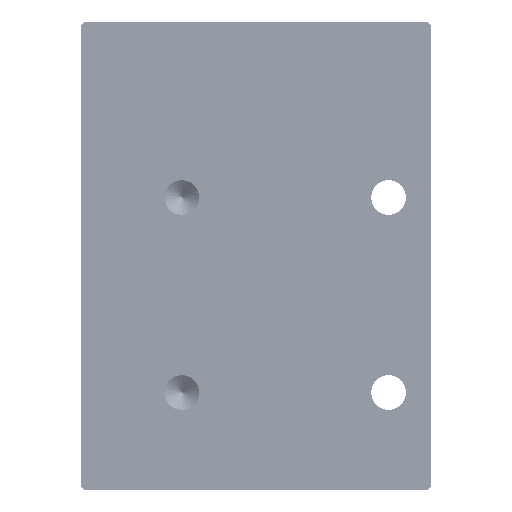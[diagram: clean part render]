
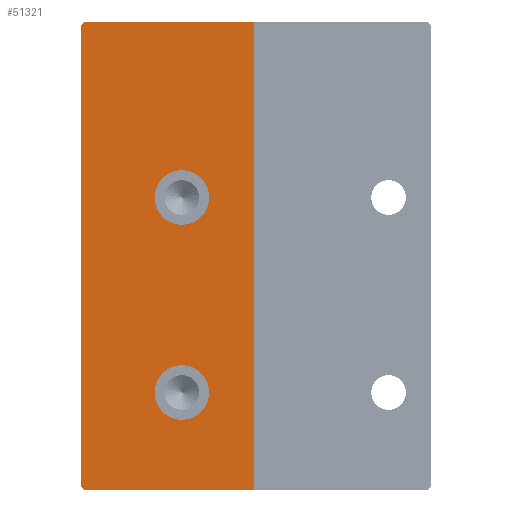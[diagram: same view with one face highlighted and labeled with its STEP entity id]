
A CAD part, left-side view. The second image highlights one B-rep face of the part: STEP entity #51321.
In plain terms, the highlighted planar face has unit normal (-1, 0, 0).
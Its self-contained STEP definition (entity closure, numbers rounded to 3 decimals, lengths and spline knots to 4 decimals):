
#1243 = ORIENTED_EDGE ( 'NONE', *, *, #162406, .F. ) ;
#4747 = VERTEX_POINT ( 'NONE', #7967 ) ;
#7020 = EDGE_CURVE ( 'NONE', #124181, #65388, #42852, .T. ) ;
#7967 = CARTESIAN_POINT ( 'NONE',  ( -4.5226, 1.156, 0.7819 ) ) ;
#10839 = DIRECTION ( 'NONE',  ( 0., 0., 1. ) ) ;
#11185 = VECTOR ( 'NONE', #105841, 39.3701 ) ;
#11230 = CARTESIAN_POINT ( 'NONE',  ( -4.5226, 0.896, 0.3419 ) ) ;
#14285 = VECTOR ( 'NONE', #72034, 39.3701 ) ;
#14495 = CIRCLE ( 'NONE', #151530, 0.07 ) ;
#17952 = ORIENTED_EDGE ( 'NONE', *, *, #7020, .F. ) ;
#18441 = FACE_BOUND ( 'NONE', #31364, .T. ) ;
#21496 = LINE ( 'NONE', #132670, #80494 ) ;
#22253 = CARTESIAN_POINT ( 'NONE',  ( -4.5226, 0.711, -0.4081 ) ) ;
#28291 = LINE ( 'NONE', #34751, #100038 ) ;
#30360 = DIRECTION ( 'NONE',  ( -1., 0., 0. ) ) ;
#30935 = CARTESIAN_POINT ( 'NONE',  ( -4.5226, 1.146, -0.4081 ) ) ;
#31364 = EDGE_LOOP ( 'NONE', ( #17952, #152521 ) ) ;
#32142 = DIRECTION ( 'NONE',  ( 0., 0., 1. ) ) ;
#32771 = ORIENTED_EDGE ( 'NONE', *, *, #167852, .F. ) ;
#34751 = CARTESIAN_POINT ( 'NONE',  ( -4.5226, 1.146, -0.4081 ) ) ;
#42852 = CIRCLE ( 'NONE', #103455, 0.07 ) ;
#43203 = VECTOR ( 'NONE', #131974, 39.3701 ) ;
#46831 = EDGE_CURVE ( 'NONE', #62936, #107091, #77092, .T. ) ;
#50569 = ORIENTED_EDGE ( 'NONE', *, *, #175506, .F. ) ;
#50944 = VERTEX_POINT ( 'NONE', #173710 ) ;
#51152 = CARTESIAN_POINT ( 'NONE',  ( -4.5226, 0.896, -0.2281 ) ) ;
#51267 = DIRECTION ( 'NONE',  ( 0., 0., 1. ) ) ;
#51321 = ADVANCED_FACE ( 'NONE', ( #130346, #149379, #18441 ), #140476, .F. ) ;
#54977 = VERTEX_POINT ( 'NONE', #81634 ) ;
#58493 = VERTEX_POINT ( 'NONE', #100422 ) ;
#58754 = AXIS2_PLACEMENT_3D ( 'NONE', #100762, #61200, #139884 ) ;
#61200 = DIRECTION ( 'NONE',  ( 1., 0., 0. ) ) ;
#61687 = CARTESIAN_POINT ( 'NONE',  ( -4.5226, 0.896, -0.1581 ) ) ;
#62936 = VERTEX_POINT ( 'NONE', #30935 ) ;
#62964 = EDGE_CURVE ( 'NONE', #54977, #110422, #171584, .T. ) ;
#64438 = CARTESIAN_POINT ( 'NONE',  ( -4.5226, 0.896, -0.1581 ) ) ;
#65166 = CARTESIAN_POINT ( 'NONE',  ( -4.5226, 1.156, -0.4081 ) ) ;
#65291 = DIRECTION ( 'NONE',  ( 0., 0., 1. ) ) ;
#65388 = VERTEX_POINT ( 'NONE', #134025 ) ;
#69668 = AXIS2_PLACEMENT_3D ( 'NONE', #61687, #88878, #171093 ) ;
#71884 = EDGE_CURVE ( 'NONE', #50944, #58493, #172325, .T. ) ;
#72034 = DIRECTION ( 'NONE',  ( 0., 1., 0. ) ) ;
#72621 = EDGE_CURVE ( 'NONE', #62936, #159415, #28291, .T. ) ;
#72624 = DIRECTION ( 'NONE',  ( 0., 0., -1. ) ) ;
#73600 = AXIS2_PLACEMENT_3D ( 'NONE', #64438, #159650, #10839 ) ;
#75337 = DIRECTION ( 'NONE',  ( 0., 0.707, 0.707 ) ) ;
#77092 = LINE ( 'NONE', #65166, #43203 ) ;
#78520 = EDGE_CURVE ( 'NONE', #65388, #124181, #14495, .T. ) ;
#80494 = VECTOR ( 'NONE', #65291, 39.3701 ) ;
#81634 = CARTESIAN_POINT ( 'NONE',  ( -4.5226, 0.896, -0.0881 ) ) ;
#84860 = LINE ( 'NONE', #125786, #108002 ) ;
#85052 = EDGE_LOOP ( 'NONE', ( #115752, #132783, #1243, #153852, #97572, #50569 ) ) ;
#88878 = DIRECTION ( 'NONE',  ( -1., 0., 0. ) ) ;
#89688 = DIRECTION ( 'NONE',  ( -1., 0., 0. ) ) ;
#97140 = EDGE_LOOP ( 'NONE', ( #156802, #32771 ) ) ;
#97572 = ORIENTED_EDGE ( 'NONE', *, *, #140961, .F. ) ;
#100038 = VECTOR ( 'NONE', #75337, 39.3701 ) ;
#100422 = CARTESIAN_POINT ( 'NONE',  ( -4.5226, 1.146, 0.7919 ) ) ;
#100762 = CARTESIAN_POINT ( 'NONE',  ( -4.5226, 1.156, 0.7919 ) ) ;
#103455 = AXIS2_PLACEMENT_3D ( 'NONE', #111152, #30360, #32142 ) ;
#105841 = DIRECTION ( 'NONE',  ( 0., -0.707, 0.707 ) ) ;
#107091 = VERTEX_POINT ( 'NONE', #22253 ) ;
#108002 = VECTOR ( 'NONE', #72624, 39.3701 ) ;
#109902 = CARTESIAN_POINT ( 'NONE',  ( -4.5226, 0.896, 0.4119 ) ) ;
#110422 = VERTEX_POINT ( 'NONE', #51152 ) ;
#111152 = CARTESIAN_POINT ( 'NONE',  ( -4.5226, 0.896, 0.3419 ) ) ;
#115752 = ORIENTED_EDGE ( 'NONE', *, *, #72621, .F. ) ;
#124181 = VERTEX_POINT ( 'NONE', #109902 ) ;
#125786 = CARTESIAN_POINT ( 'NONE',  ( -4.5226, 0.711, 0.7919 ) ) ;
#130346 = FACE_OUTER_BOUND ( 'NONE', #85052, .T. ) ;
#131974 = DIRECTION ( 'NONE',  ( 0., -1., 0. ) ) ;
#132670 = CARTESIAN_POINT ( 'NONE',  ( -4.5226, 1.156, 0.7919 ) ) ;
#132783 = ORIENTED_EDGE ( 'NONE', *, *, #46831, .T. ) ;
#133043 = CARTESIAN_POINT ( 'NONE',  ( -4.5226, 1.156, 0.7819 ) ) ;
#134025 = CARTESIAN_POINT ( 'NONE',  ( -4.5226, 0.896, 0.2719 ) ) ;
#139884 = DIRECTION ( 'NONE',  ( 0., 0., -1. ) ) ;
#140476 = PLANE ( 'NONE',  #58754 ) ;
#140961 = EDGE_CURVE ( 'NONE', #4747, #58493, #152827, .T. ) ;
#149379 = FACE_BOUND ( 'NONE', #97140, .T. ) ;
#151530 = AXIS2_PLACEMENT_3D ( 'NONE', #11230, #89688, #51267 ) ;
#151900 = CIRCLE ( 'NONE', #69668, 0.07 ) ;
#152521 = ORIENTED_EDGE ( 'NONE', *, *, #78520, .F. ) ;
#152827 = LINE ( 'NONE', #133043, #11185 ) ;
#153065 = CARTESIAN_POINT ( 'NONE',  ( -4.5226, 1.156, 0.7919 ) ) ;
#153852 = ORIENTED_EDGE ( 'NONE', *, *, #71884, .T. ) ;
#156802 = ORIENTED_EDGE ( 'NONE', *, *, #62964, .F. ) ;
#159415 = VERTEX_POINT ( 'NONE', #167684 ) ;
#159650 = DIRECTION ( 'NONE',  ( -1., 0., 0. ) ) ;
#162406 = EDGE_CURVE ( 'NONE', #50944, #107091, #84860, .T. ) ;
#167684 = CARTESIAN_POINT ( 'NONE',  ( -4.5226, 1.156, -0.3981 ) ) ;
#167852 = EDGE_CURVE ( 'NONE', #110422, #54977, #151900, .T. ) ;
#171093 = DIRECTION ( 'NONE',  ( 0., 0., 1. ) ) ;
#171584 = CIRCLE ( 'NONE', #73600, 0.07 ) ;
#172325 = LINE ( 'NONE', #153065, #14285 ) ;
#173710 = CARTESIAN_POINT ( 'NONE',  ( -4.5226, 0.711, 0.7919 ) ) ;
#175506 = EDGE_CURVE ( 'NONE', #159415, #4747, #21496, .T. ) ;
